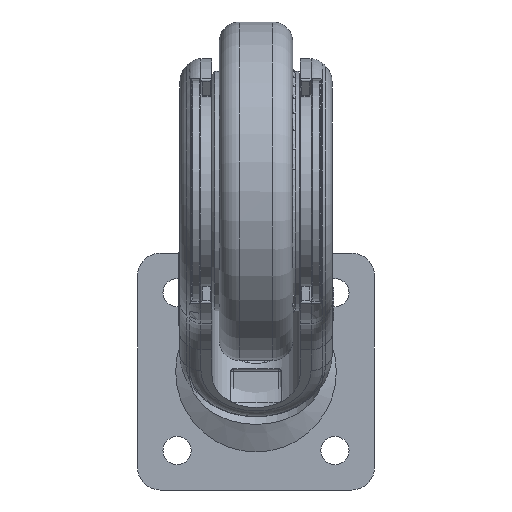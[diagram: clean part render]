
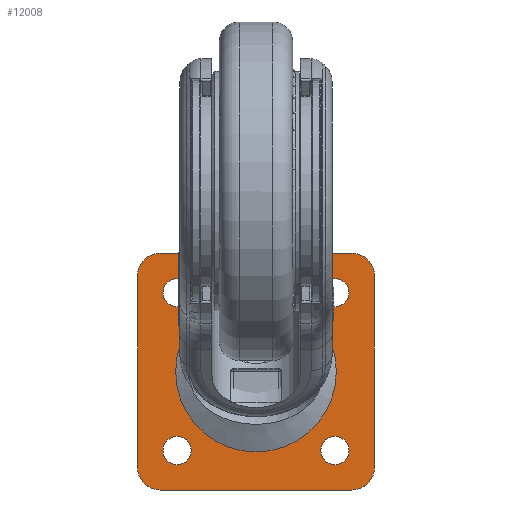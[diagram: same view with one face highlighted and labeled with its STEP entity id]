
A CAD part, front view. The second image highlights one B-rep face of the part: STEP entity #12008.
In plain terms, the highlighted face is planar.
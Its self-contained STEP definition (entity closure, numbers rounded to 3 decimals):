
#1790=LINE('',#27016,#2443);
#1791=LINE('',#27020,#2444);
#1792=LINE('',#27024,#2445);
#1793=LINE('',#27027,#2446);
#2443=VECTOR('',#17446,34.);
#2444=VECTOR('',#17449,34.);
#2445=VECTOR('',#17452,34.);
#2446=VECTOR('',#17455,34.);
#2626=FACE_BOUND('',#4107,.T.);
#2627=FACE_BOUND('',#4108,.T.);
#2628=FACE_BOUND('',#4109,.T.);
#2629=FACE_BOUND('',#4110,.T.);
#2630=FACE_BOUND('',#4111,.T.);
#3294=FACE_OUTER_BOUND('',#4106,.T.);
#4106=EDGE_LOOP('',(#10902,#10903,#10904,#10905,#10906,#10907,#10908,#10909));
#4107=EDGE_LOOP('',(#10910));
#4108=EDGE_LOOP('',(#10911));
#4109=EDGE_LOOP('',(#10912));
#4110=EDGE_LOOP('',(#10913));
#4111=EDGE_LOOP('',(#10914));
#4920=CIRCLE('',#13915,2.5);
#4921=CIRCLE('',#13917,4.);
#4922=CIRCLE('',#13918,4.);
#4923=CIRCLE('',#13919,4.);
#4924=CIRCLE('',#13920,4.);
#4925=CIRCLE('',#13921,2.5);
#4926=CIRCLE('',#13922,2.5);
#4927=CIRCLE('',#13923,2.5);
#4928=CIRCLE('',#13924,14.25);
#6122=VERTEX_POINT('',#27008);
#6123=VERTEX_POINT('',#27012);
#6124=VERTEX_POINT('',#27013);
#6125=VERTEX_POINT('',#27015);
#6126=VERTEX_POINT('',#27017);
#6127=VERTEX_POINT('',#27019);
#6128=VERTEX_POINT('',#27021);
#6129=VERTEX_POINT('',#27023);
#6130=VERTEX_POINT('',#27025);
#6131=VERTEX_POINT('',#27028);
#6132=VERTEX_POINT('',#27030);
#6133=VERTEX_POINT('',#27032);
#6134=VERTEX_POINT('',#27034);
#7776=EDGE_CURVE('',#6122,#6122,#4920,.T.);
#7777=EDGE_CURVE('',#6123,#6124,#4921,.T.);
#7778=EDGE_CURVE('',#6125,#6124,#1790,.T.);
#7779=EDGE_CURVE('',#6125,#6126,#4922,.T.);
#7780=EDGE_CURVE('',#6127,#6126,#1791,.T.);
#7781=EDGE_CURVE('',#6127,#6128,#4923,.T.);
#7782=EDGE_CURVE('',#6129,#6128,#1792,.T.);
#7783=EDGE_CURVE('',#6129,#6130,#4924,.T.);
#7784=EDGE_CURVE('',#6123,#6130,#1793,.T.);
#7785=EDGE_CURVE('',#6131,#6131,#4925,.T.);
#7786=EDGE_CURVE('',#6132,#6132,#4926,.T.);
#7787=EDGE_CURVE('',#6133,#6133,#4927,.T.);
#7788=EDGE_CURVE('',#6134,#6134,#4928,.T.);
#10902=ORIENTED_EDGE('',*,*,#7777,.T.);
#10903=ORIENTED_EDGE('',*,*,#7778,.F.);
#10904=ORIENTED_EDGE('',*,*,#7779,.T.);
#10905=ORIENTED_EDGE('',*,*,#7780,.F.);
#10906=ORIENTED_EDGE('',*,*,#7781,.T.);
#10907=ORIENTED_EDGE('',*,*,#7782,.F.);
#10908=ORIENTED_EDGE('',*,*,#7783,.T.);
#10909=ORIENTED_EDGE('',*,*,#7784,.F.);
#10910=ORIENTED_EDGE('',*,*,#7776,.T.);
#10911=ORIENTED_EDGE('',*,*,#7785,.T.);
#10912=ORIENTED_EDGE('',*,*,#7786,.T.);
#10913=ORIENTED_EDGE('',*,*,#7787,.T.);
#10914=ORIENTED_EDGE('',*,*,#7788,.T.);
#11321=PLANE('',#13916);
#12008=ADVANCED_FACE('',(#3294,#2626,#2627,#2628,#2629,#2630),#11321,.F.);
#13915=AXIS2_PLACEMENT_3D('',#27010,#17440,#17441);
#13916=AXIS2_PLACEMENT_3D('',#27011,#17442,#17443);
#13917=AXIS2_PLACEMENT_3D('',#27014,#17444,#17445);
#13918=AXIS2_PLACEMENT_3D('',#27018,#17447,#17448);
#13919=AXIS2_PLACEMENT_3D('',#27022,#17450,#17451);
#13920=AXIS2_PLACEMENT_3D('',#27026,#17453,#17454);
#13921=AXIS2_PLACEMENT_3D('',#27029,#17456,#17457);
#13922=AXIS2_PLACEMENT_3D('',#27031,#17458,#17459);
#13923=AXIS2_PLACEMENT_3D('',#27033,#17460,#17461);
#13924=AXIS2_PLACEMENT_3D('',#27035,#17462,#17463);
#17440=DIRECTION('center_axis',(0.,-1.,0.));
#17441=DIRECTION('ref_axis',(1.,0.,0.));
#17442=DIRECTION('center_axis',(0.,-1.,0.));
#17443=DIRECTION('ref_axis',(-1.,0.,0.));
#17444=DIRECTION('center_axis',(0.,1.,0.));
#17445=DIRECTION('ref_axis',(0.,0.,-1.));
#17446=DIRECTION('',(0.,0.,-1.));
#17447=DIRECTION('center_axis',(0.,1.,0.));
#17448=DIRECTION('ref_axis',(-1.,0.,0.));
#17449=DIRECTION('',(-1.,0.,0.));
#17450=DIRECTION('center_axis',(0.,1.,0.));
#17451=DIRECTION('ref_axis',(0.,0.,1.));
#17452=DIRECTION('',(0.,0.,1.));
#17453=DIRECTION('center_axis',(0.,1.,0.));
#17454=DIRECTION('ref_axis',(1.,0.,0.));
#17455=DIRECTION('',(1.,0.,0.));
#17456=DIRECTION('center_axis',(0.,-1.,0.));
#17457=DIRECTION('ref_axis',(1.,0.,0.));
#17458=DIRECTION('center_axis',(0.,-1.,0.));
#17459=DIRECTION('ref_axis',(1.,0.,0.));
#17460=DIRECTION('center_axis',(0.,-1.,0.));
#17461=DIRECTION('ref_axis',(1.,0.,0.));
#17462=DIRECTION('center_axis',(0.,-1.,0.));
#17463=DIRECTION('ref_axis',(1.,0.,0.));
#27008=CARTESIAN_POINT('',(-16.5,1.5,-14.));
#27010=CARTESIAN_POINT('Origin',(-14.,1.5,-14.));
#27011=CARTESIAN_POINT('Origin',(0.,1.5,0.));
#27012=CARTESIAN_POINT('',(-17.,1.5,-21.));
#27013=CARTESIAN_POINT('',(-21.,1.5,-17.));
#27014=CARTESIAN_POINT('Origin',(-17.,1.5,-17.));
#27015=CARTESIAN_POINT('',(-21.,1.5,17.));
#27016=CARTESIAN_POINT('',(-21.,1.5,17.));
#27017=CARTESIAN_POINT('',(-17.,1.5,21.));
#27018=CARTESIAN_POINT('Origin',(-17.,1.5,17.));
#27019=CARTESIAN_POINT('',(17.,1.5,21.));
#27020=CARTESIAN_POINT('',(17.,1.5,21.));
#27021=CARTESIAN_POINT('',(21.,1.5,17.));
#27022=CARTESIAN_POINT('Origin',(17.,1.5,17.));
#27023=CARTESIAN_POINT('',(21.,1.5,-17.));
#27024=CARTESIAN_POINT('',(21.,1.5,-17.));
#27025=CARTESIAN_POINT('',(17.,1.5,-21.));
#27026=CARTESIAN_POINT('Origin',(17.,1.5,-17.));
#27027=CARTESIAN_POINT('',(-17.,1.5,-21.));
#27028=CARTESIAN_POINT('',(11.5,1.5,-14.));
#27029=CARTESIAN_POINT('Origin',(14.,1.5,-14.));
#27030=CARTESIAN_POINT('',(-16.5,1.5,14.));
#27031=CARTESIAN_POINT('Origin',(-14.,1.5,14.));
#27032=CARTESIAN_POINT('',(11.5,1.5,14.));
#27033=CARTESIAN_POINT('Origin',(14.,1.5,14.));
#27034=CARTESIAN_POINT('',(14.25,1.5,0.));
#27035=CARTESIAN_POINT('Origin',(0.,1.5,0.));
